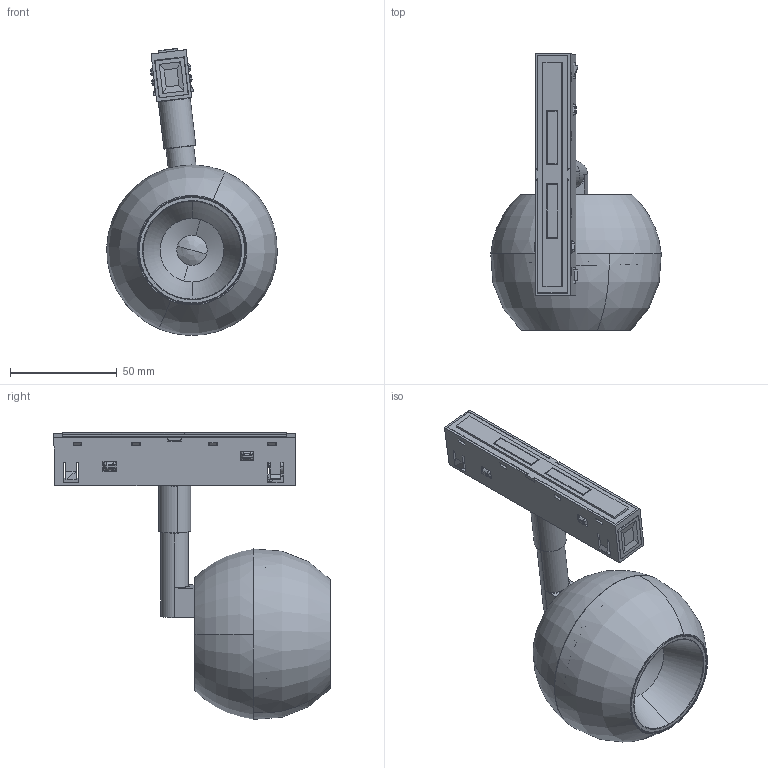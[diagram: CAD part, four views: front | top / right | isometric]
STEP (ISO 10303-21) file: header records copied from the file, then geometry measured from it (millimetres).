
FILE_DESCRIPTION (( 'STEP AP214' ), '1' );
FILE_NAME ('201-G1.STEP', '2023-03-15T03:10:37', ( '微软用户' ), ( '微软中国' ), 'SwSTEP 2.0', 'SolidWorks 2018', '' );
FILE_SCHEMA (( 'AUTOMOTIVE_DESIGN' ));
Length unit declared in the file: millimetre
Products named in the file (28): 粟銅3; 50す諳ヶ欶; 偌瑩苤粟銅; F5-0701-后灯体修改共用磁吸; 萇埭碟偌瑩; 磁吸驱动-普通款; 201-G1; 短款电源盒上盖组件; 棠沺郪璃; 25X5X2棠沺; 棠沺遺; 傻遴萇埭碟奻裔; 棠柲唅蛌結遠; 棠柲蛌唅挴誹; 棠柲唅蛌裔; 絳萇肣え-B; 絳萇肣え-A; 短款电源盒下盖（不钻孔）; 201-A2; 201-B1綴裔; M4滅侂蹟譫; 206-G1蟀諉芛; M4x22圆柱头内六角螺丝; 201-B1牷啊盓殤; 20傻遴萇埭碟; 35-24D-芵噩; ｳﾁﾍｷﾊｮﾗﾖﾗﾔｹ･ﾂﾝﾋｿ M2.5X5; F5-0701-ヶ腑极
Assembly tree (34 placements, depth 6):
  201-G1
    F5-0701-后灯体修改共用磁吸
    50す諳ヶ欶
    F5-0701-ヶ腑极
    35-24D-芵噩
    201-A2
      201-B1牷啊盓殤
      206-G1蟀諉芛
      201-B1綴裔
      20傻遴萇埭碟
        短款电源盒下盖（不钻孔）
        絳萇肣え-A  x2
        絳萇肣え-B  x2
        棠柲唅蛌裔
        棠柲蛌唅挴誹
        棠柲唅蛌結遠
        短款电源盒上盖组件
          傻遴萇埭碟奻裔
          棠沺郪璃  x2
            棠沺遺
            25X5X2棠沺
        磁吸驱动-普通款
        萇埭碟偌瑩
        偌瑩苤粟銅
        粟銅3  x4
        ｳﾁﾍｷﾊｮﾗﾖﾗﾔｹ･ﾂﾝﾋｿ M2.5X5  x2
      M4x22圆柱头内六角螺丝
      M4滅侂蹟譫
Bounding box: 79.8 x 129.31 x 134.27 mm (x, y, z)
Volume: 97760.2 mm3; surface area: 109856.9 mm2
Topology: 34 solids, 42 shells, 2464 faces, 6610 edges, 4201 vertices
Faces by surface type: plane 1244, bspline 453, cylinder 432, cone 181, torus 117, sphere 37
Entity records: 93658 total; most frequent: CARTESIAN_POINT 38504, ORIENTED_EDGE 12138, DIRECTION 9423, EDGE_CURVE 6069, VERTEX_POINT 3920, VECTOR 3277, LINE 3277, AXIS2_PLACEMENT_3D 3073
